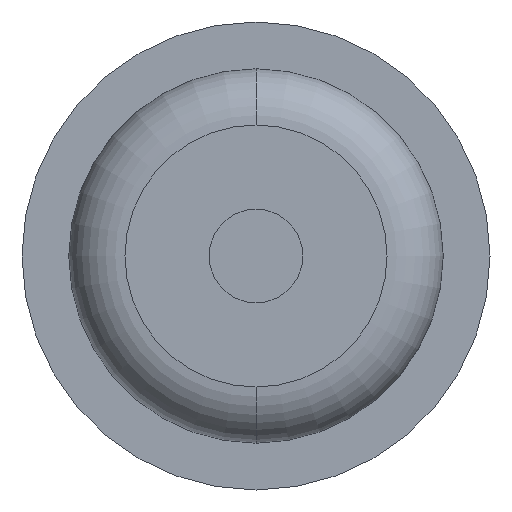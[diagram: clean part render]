
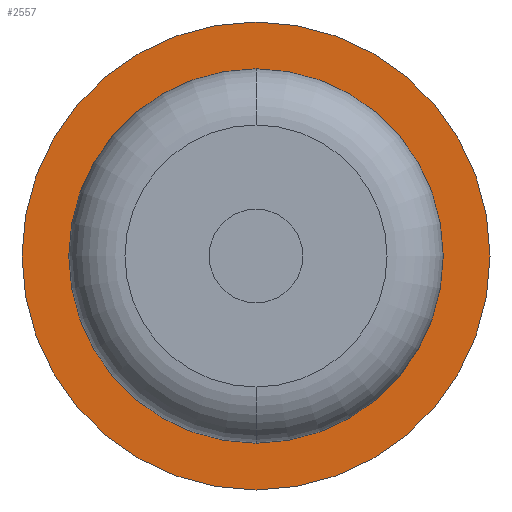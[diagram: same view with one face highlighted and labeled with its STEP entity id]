
A CAD part, front view. The second image highlights one B-rep face of the part: STEP entity #2557.
In plain terms, the highlighted planar face has unit normal (0, -1, 0).
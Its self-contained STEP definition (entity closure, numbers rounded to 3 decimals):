
#30 = EDGE_LOOP ( 'NONE', ( #1841, #2847 ) ) ;
#47 = CARTESIAN_POINT ( 'NONE',  ( 0., 2.5, 0. ) ) ;
#59 = VERTEX_POINT ( 'NONE', #1983 ) ;
#103 = AXIS2_PLACEMENT_3D ( 'NONE', #1986, #1775, #1088 ) ;
#252 = CARTESIAN_POINT ( 'NONE',  ( 0., 2.5, 0. ) ) ;
#264 = FACE_OUTER_BOUND ( 'NONE', #2700, .T. ) ;
#278 = AXIS2_PLACEMENT_3D ( 'NONE', #555, #1679, #1709 ) ;
#472 = AXIS2_PLACEMENT_3D ( 'NONE', #252, #477, #715 ) ;
#477 = DIRECTION ( 'NONE',  ( 0., -1., 0. ) ) ;
#502 = DIRECTION ( 'NONE',  ( 0., 0., -1. ) ) ;
#555 = CARTESIAN_POINT ( 'NONE',  ( 0., 2.5, 0. ) ) ;
#715 = DIRECTION ( 'NONE',  ( 0., 0., -1. ) ) ;
#739 = EDGE_CURVE ( 'Defeature ausgef�hrt1_2+Defeature ausgef�hrt1_3+Defeature ausgef�hrt1_3+Defeature ausgef�hrt1_3', #59, #1428, #2869, .T. ) ;
#771 = DIRECTION ( 'NONE',  ( 0., -1., 0. ) ) ;
#812 = CARTESIAN_POINT ( 'NONE',  ( 0., 2.5, 1.25 ) ) ;
#820 = ORIENTED_EDGE ( 'NONE', *, *, #1008, .T. ) ;
#951 = DIRECTION ( 'NONE',  ( 0., -1., 0. ) ) ;
#974 = CARTESIAN_POINT ( 'NONE',  ( 0., 2.5, 0. ) ) ;
#1008 = EDGE_CURVE ( 'Defeature ausgef�hrt1_3+Defeature ausgef�hrt1_4+Defeature ausgef�hrt1_4+Defeature ausgef�hrt1_4', #1485, #1310, #1991, .T. ) ;
#1026 = EDGE_CURVE ( 'Defeature ausgef�hrt1_3+Defeature ausgef�hrt1_4+Defeature ausgef�hrt1_4+Defeature ausgef�hrt1_4', #1310, #1485, #2305, .T. ) ;
#1088 = DIRECTION ( 'NONE',  ( 0., 0., -1. ) ) ;
#1310 = VERTEX_POINT ( 'NONE', #812 ) ;
#1342 = ORIENTED_EDGE ( 'NONE', *, *, #1026, .T. ) ;
#1395 = CARTESIAN_POINT ( 'NONE',  ( 0., 2.5, -1.25 ) ) ;
#1428 = VERTEX_POINT ( 'NONE', #2206 ) ;
#1485 = VERTEX_POINT ( 'NONE', #1395 ) ;
#1679 = DIRECTION ( 'NONE',  ( 0., -1., 0. ) ) ;
#1709 = DIRECTION ( 'NONE',  ( 0., 0., -1. ) ) ;
#1738 = FACE_BOUND ( 'NONE', #30, .T. ) ;
#1775 = DIRECTION ( 'NONE',  ( 0., -1., 0. ) ) ;
#1841 = ORIENTED_EDGE ( 'NONE', *, *, #739, .F. ) ;
#1983 = CARTESIAN_POINT ( 'NONE',  ( 0., 2.5, -1. ) ) ;
#1986 = CARTESIAN_POINT ( 'NONE',  ( 1., 2.5, 0. ) ) ;
#1991 = CIRCLE ( 'NONE', #472, 1.25 ) ;
#2126 = AXIS2_PLACEMENT_3D ( 'NONE', #47, #951, #502 ) ;
#2206 = CARTESIAN_POINT ( 'NONE',  ( 0., 2.5, 1. ) ) ;
#2305 = CIRCLE ( 'NONE', #2126, 1.25 ) ;
#2332 = DIRECTION ( 'NONE',  ( 0., 0., -1. ) ) ;
#2557 = ADVANCED_FACE ( 'Defeature ausgef�hrt1_3', ( #264, #1738 ), #2882, .T. ) ;
#2650 = CIRCLE ( 'NONE', #2817, 1. ) ;
#2700 = EDGE_LOOP ( 'NONE', ( #820, #1342 ) ) ;
#2752 = EDGE_CURVE ( 'Defeature ausgef�hrt1_2+Defeature ausgef�hrt1_3+Defeature ausgef�hrt1_3+Defeature ausgef�hrt1_3', #1428, #59, #2650, .T. ) ;
#2817 = AXIS2_PLACEMENT_3D ( 'NONE', #974, #771, #2332 ) ;
#2847 = ORIENTED_EDGE ( 'NONE', *, *, #2752, .F. ) ;
#2869 = CIRCLE ( 'NONE', #278, 1. ) ;
#2882 = PLANE ( 'NONE',  #103 ) ;
